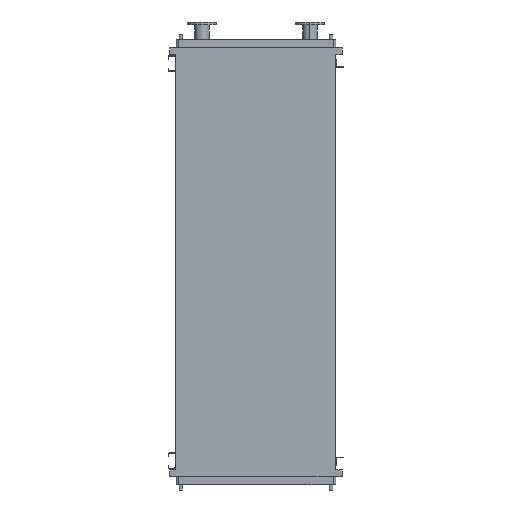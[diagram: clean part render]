
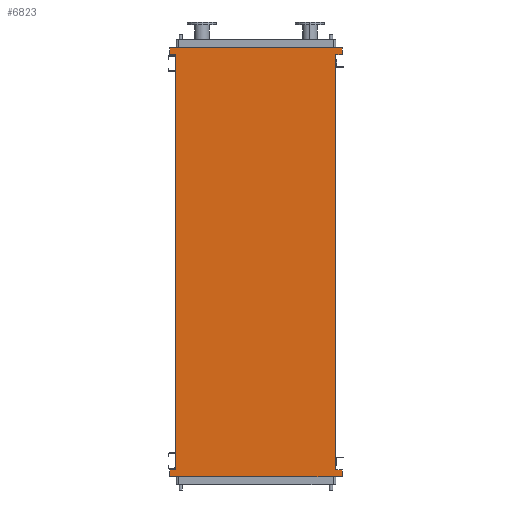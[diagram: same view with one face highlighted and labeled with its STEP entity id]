
A CAD part, front view. The second image highlights one B-rep face of the part: STEP entity #6823.
In plain terms, the highlighted planar face has unit normal (0, -1, 0).
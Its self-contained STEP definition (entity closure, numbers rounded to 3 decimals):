
#103 = LINE ( 'NONE', #9820, #11678 ) ;
#369 = ORIENTED_EDGE ( 'NONE', *, *, #9640, .F. ) ;
#371 = VERTEX_POINT ( 'NONE', #6875 ) ;
#651 = DIRECTION ( 'NONE',  ( -1., 0., 0. ) ) ;
#788 = CARTESIAN_POINT ( 'NONE',  ( -605., 0., -3050. ) ) ;
#949 = LINE ( 'NONE', #1008, #3065 ) ;
#954 = EDGE_CURVE ( 'NONE', #6071, #6790, #11354, .T. ) ;
#1008 = CARTESIAN_POINT ( 'NONE',  ( -651., 0., 95. ) ) ;
#1060 = CARTESIAN_POINT ( 'NONE',  ( -651., 0., 43. ) ) ;
#1420 = EDGE_CURVE ( 'NONE', #1531, #4762, #11275, .T. ) ;
#1531 = VERTEX_POINT ( 'NONE', #7835 ) ;
#1740 = CARTESIAN_POINT ( 'NONE',  ( 605., 0., 43. ) ) ;
#1760 = LINE ( 'NONE', #4705, #3586 ) ;
#1831 = CARTESIAN_POINT ( 'NONE',  ( 651., 0., 43. ) ) ;
#1998 = CARTESIAN_POINT ( 'NONE',  ( -651., 0., -3145. ) ) ;
#2107 = ORIENTED_EDGE ( 'NONE', *, *, #3855, .F. ) ;
#2134 = CARTESIAN_POINT ( 'NONE',  ( -605., 0., -3050. ) ) ;
#2315 = CARTESIAN_POINT ( 'NONE',  ( -651., 0., -3093. ) ) ;
#2333 = EDGE_CURVE ( 'NONE', #4762, #10766, #1760, .T. ) ;
#2772 = CARTESIAN_POINT ( 'NONE',  ( -651., 0., 95. ) ) ;
#2775 = VECTOR ( 'NONE', #3692, 1000. ) ;
#2852 = DIRECTION ( 'NONE',  ( 0., 0., 1. ) ) ;
#3042 = LINE ( 'NONE', #2134, #8728 ) ;
#3065 = VECTOR ( 'NONE', #8886, 1000. ) ;
#3217 = EDGE_CURVE ( 'NONE', #7939, #7341, #10327, .T. ) ;
#3247 = CARTESIAN_POINT ( 'NONE',  ( 605., 0., 43. ) ) ;
#3476 = CARTESIAN_POINT ( 'NONE',  ( -605., 0., 43. ) ) ;
#3586 = VECTOR ( 'NONE', #8605, 1000. ) ;
#3692 = DIRECTION ( 'NONE',  ( 1., 0., 0. ) ) ;
#3777 = CARTESIAN_POINT ( 'NONE',  ( -605., 0., -3093. ) ) ;
#3855 = EDGE_CURVE ( 'NONE', #10766, #7939, #7753, .T. ) ;
#4592 = CARTESIAN_POINT ( 'NONE',  ( 651., 0., -3145. ) ) ;
#4657 = LINE ( 'NONE', #5419, #9989 ) ;
#4697 = DIRECTION ( 'NONE',  ( 0., 0., -1. ) ) ;
#4705 = CARTESIAN_POINT ( 'NONE',  ( 651., 0., -3145. ) ) ;
#4762 = VERTEX_POINT ( 'NONE', #4592 ) ;
#4763 = CARTESIAN_POINT ( 'NONE',  ( 651., 0., 43. ) ) ;
#4791 = DIRECTION ( 'NONE',  ( 0., 0., 1. ) ) ;
#4814 = LINE ( 'NONE', #1740, #10374 ) ;
#5261 = EDGE_CURVE ( 'NONE', #7341, #12514, #3042, .T. ) ;
#5419 = CARTESIAN_POINT ( 'NONE',  ( 651., 0., 95. ) ) ;
#5482 = DIRECTION ( 'NONE',  ( 1., 0., 0. ) ) ;
#5716 = DIRECTION ( 'NONE',  ( 0., -1., 0. ) ) ;
#5801 = DIRECTION ( 'NONE',  ( 1., 0., 0. ) ) ;
#5900 = DIRECTION ( 'NONE',  ( 0., 0., 1. ) ) ;
#6071 = VERTEX_POINT ( 'NONE', #10477 ) ;
#6139 = ORIENTED_EDGE ( 'NONE', *, *, #5261, .F. ) ;
#6216 = VECTOR ( 'NONE', #7592, 1000. ) ;
#6269 = ORIENTED_EDGE ( 'NONE', *, *, #9210, .F. ) ;
#6790 = VERTEX_POINT ( 'NONE', #4763 ) ;
#6823 = ADVANCED_FACE ( 'NONE', ( #9551 ), #10365, .T. ) ;
#6875 = CARTESIAN_POINT ( 'NONE',  ( 605., 0., -3093. ) ) ;
#7046 = VECTOR ( 'NONE', #10501, 1000. ) ;
#7229 = ORIENTED_EDGE ( 'NONE', *, *, #2333, .F. ) ;
#7253 = CARTESIAN_POINT ( 'NONE',  ( -651., 0., -3145. ) ) ;
#7341 = VERTEX_POINT ( 'NONE', #3777 ) ;
#7532 = CARTESIAN_POINT ( 'NONE',  ( -651., 0., -3093. ) ) ;
#7537 = EDGE_LOOP ( 'NONE', ( #12520, #11584, #11043, #12386, #6269, #369, #6139, #11134, #2107, #7229, #7919, #11629 ) ) ;
#7592 = DIRECTION ( 'NONE',  ( 0., 0., -1. ) ) ;
#7691 = EDGE_CURVE ( 'NONE', #371, #9348, #12581, .T. ) ;
#7753 = LINE ( 'NONE', #1998, #10516 ) ;
#7793 = CARTESIAN_POINT ( 'NONE',  ( 605., 0., -3050. ) ) ;
#7835 = CARTESIAN_POINT ( 'NONE',  ( 651., 0., -3093. ) ) ;
#7919 = ORIENTED_EDGE ( 'NONE', *, *, #1420, .F. ) ;
#7939 = VERTEX_POINT ( 'NONE', #2315 ) ;
#8096 = VERTEX_POINT ( 'NONE', #2772 ) ;
#8605 = DIRECTION ( 'NONE',  ( -1., 0., 0. ) ) ;
#8728 = VECTOR ( 'NONE', #2852, 1000. ) ;
#8886 = DIRECTION ( 'NONE',  ( 0., 0., 1. ) ) ;
#9006 = EDGE_CURVE ( 'NONE', #6790, #9348, #4814, .T. ) ;
#9210 = EDGE_CURVE ( 'NONE', #9360, #8096, #949, .T. ) ;
#9348 = VERTEX_POINT ( 'NONE', #3247 ) ;
#9360 = VERTEX_POINT ( 'NONE', #11990 ) ;
#9484 = EDGE_CURVE ( 'NONE', #8096, #6071, #4657, .T. ) ;
#9551 = FACE_OUTER_BOUND ( 'NONE', #7537, .T. ) ;
#9640 = EDGE_CURVE ( 'NONE', #12514, #9360, #11607, .T. ) ;
#9820 = CARTESIAN_POINT ( 'NONE',  ( 605., 0., -3093. ) ) ;
#9989 = VECTOR ( 'NONE', #5482, 1000. ) ;
#9996 = VECTOR ( 'NONE', #10645, 1000. ) ;
#10327 = LINE ( 'NONE', #7532, #2775 ) ;
#10365 = PLANE ( 'NONE',  #11840 ) ;
#10374 = VECTOR ( 'NONE', #651, 1000. ) ;
#10477 = CARTESIAN_POINT ( 'NONE',  ( 651., 0., 95. ) ) ;
#10501 = DIRECTION ( 'NONE',  ( 0., 0., -1. ) ) ;
#10516 = VECTOR ( 'NONE', #5900, 1000. ) ;
#10645 = DIRECTION ( 'NONE',  ( -1., 0., 0. ) ) ;
#10766 = VERTEX_POINT ( 'NONE', #7253 ) ;
#11043 = ORIENTED_EDGE ( 'NONE', *, *, #954, .F. ) ;
#11134 = ORIENTED_EDGE ( 'NONE', *, *, #3217, .F. ) ;
#11275 = LINE ( 'NONE', #11402, #7046 ) ;
#11354 = LINE ( 'NONE', #1831, #6216 ) ;
#11402 = CARTESIAN_POINT ( 'NONE',  ( 651., 0., -3093. ) ) ;
#11483 = VECTOR ( 'NONE', #4791, 1000. ) ;
#11584 = ORIENTED_EDGE ( 'NONE', *, *, #9006, .F. ) ;
#11607 = LINE ( 'NONE', #1060, #9996 ) ;
#11629 = ORIENTED_EDGE ( 'NONE', *, *, #12188, .F. ) ;
#11678 = VECTOR ( 'NONE', #5801, 1000. ) ;
#11840 = AXIS2_PLACEMENT_3D ( 'NONE', #788, #5716, #4697 ) ;
#11990 = CARTESIAN_POINT ( 'NONE',  ( -651., 0., 43. ) ) ;
#12188 = EDGE_CURVE ( 'NONE', #371, #1531, #103, .T. ) ;
#12386 = ORIENTED_EDGE ( 'NONE', *, *, #9484, .F. ) ;
#12514 = VERTEX_POINT ( 'NONE', #3476 ) ;
#12520 = ORIENTED_EDGE ( 'NONE', *, *, #7691, .T. ) ;
#12581 = LINE ( 'NONE', #7793, #11483 ) ;
